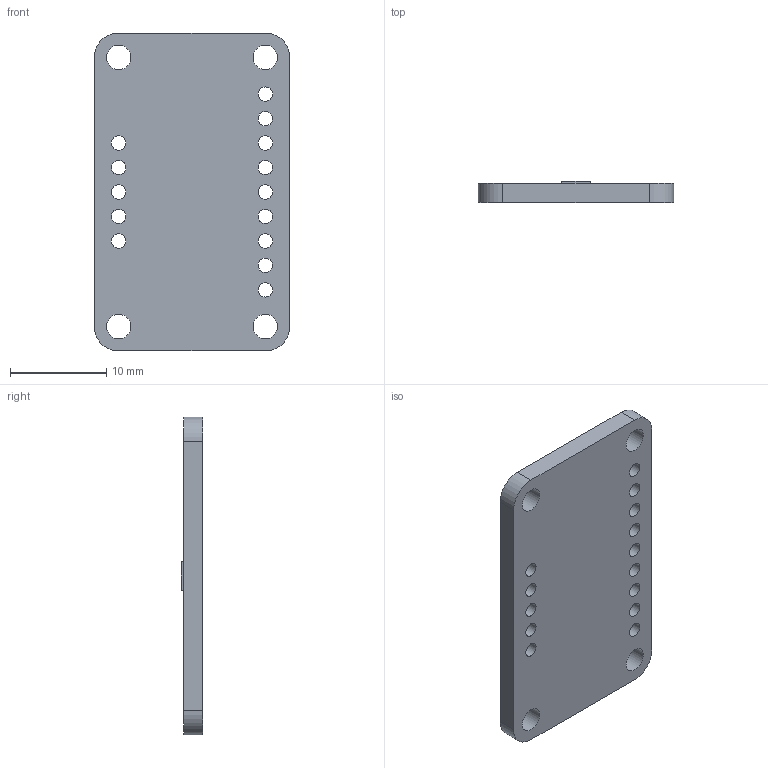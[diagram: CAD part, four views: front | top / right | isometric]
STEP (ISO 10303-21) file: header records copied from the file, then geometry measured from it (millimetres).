
FILE_DESCRIPTION(/* description */ (''),/* implementation_level */ '2;1');
FILE_NAME(/* name */ 'LSM9DS1.stp',/* time_stamp */ '2019-12-27T11:56:51-08:00',/* author */ ('Jorian Bruslind'),/* organization */ (''),/* preprocessor_version */ 'ST-DEVELOPER v17.2',/* originating_system */ 'Autodesk Inventor 2019',/* authorisation */ '');
FILE_SCHEMA (('AUTOMOTIVE_DESIGN { 1 0 10303 214 3 1 1 }'));
Length unit declared in the file: millimetre
Products named in the file (1): LSM9DS1
Bounding box: 20.32 x 2.25 x 33.02 mm (x, y, z)
Volume: 1243.1 mm3; surface area: 1644.3 mm2
Topology: 1 solids, 1 shells, 33 faces, 90 edges, 60 vertices
Faces by surface type: cylinder 22, plane 11
Full cylindrical faces by diameter (mm): 1.5 x14, 2.54 x4
Entity records: 1200 total; most frequent: DIRECTION 202, CARTESIAN_POINT 184, ORIENTED_EDGE 180, EDGE_CURVE 90, AXIS2_PLACEMENT_3D 78, EDGE_LOOP 70, VERTEX_POINT 60, LINE 46
